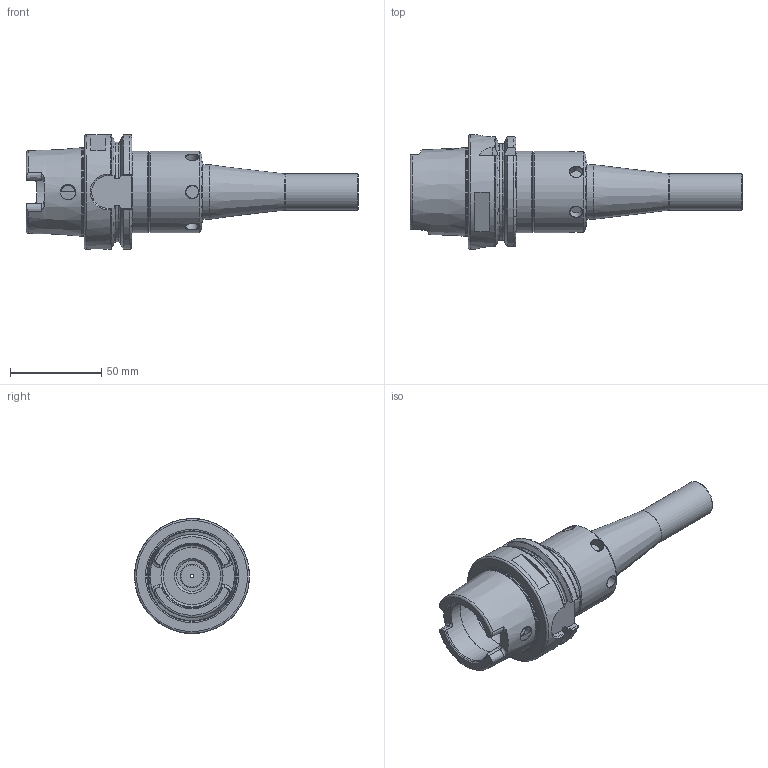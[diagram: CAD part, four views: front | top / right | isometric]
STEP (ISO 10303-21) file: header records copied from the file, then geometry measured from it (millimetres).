
FILE_DESCRIPTION(/* description */ (''),/* implementation_level */ '2;1');
FILE_NAME(/* name */ 'HSK063A-VX08-150.stp',/* time_stamp */ '2019-07-15T09:52:04-05:00',/* author */ ('ldfli'),/* organization */ (''),/* preprocessor_version */ 'ST-DEVELOPER v18',/* originating_system */ 'Autodesk Inventor LT',/* authorisation */ '');
FILE_SCHEMA (('AUTOMOTIVE_DESIGN { 1 0 10303 214 3 1 1 }'));
Length unit declared in the file: millimetre
Products named in the file (1): HSK063A-VX08-150
Bounding box: 182 x 63 x 63 mm (x, y, z)
Volume: 155678.2 mm3; surface area: 50353.7 mm2
Topology: 4 solids, 4 shells, 218 faces, 621 edges, 433 vertices
Faces by surface type: plane 76, cylinder 59, torus 35, cone 29, bspline 19
Full cylindrical faces by diameter (mm): 2 x4, 6.03 x1, 6.9 x6, 7.5 x2, 8 x1, 10 x2, 11.04 x1, 12 x1, 12.69 x2, 13 x3, 14 x1, 17 x1, 19 x1, 20 x1, 28.6 x1, 30 x2, 30.05 x1, 34 x2, 38.5 x1, 40 x2, 40.5 x1, 44.45 x2, 48.241 x1, 63 x1
Entity records: 9825 total; most frequent: CARTESIAN_POINT 4041, ORIENTED_EDGE 1246, DIRECTION 1162, EDGE_CURVE 623, AXIS2_PLACEMENT_3D 495, VERTEX_POINT 435, CIRCLE 296, EDGE_LOOP 256
